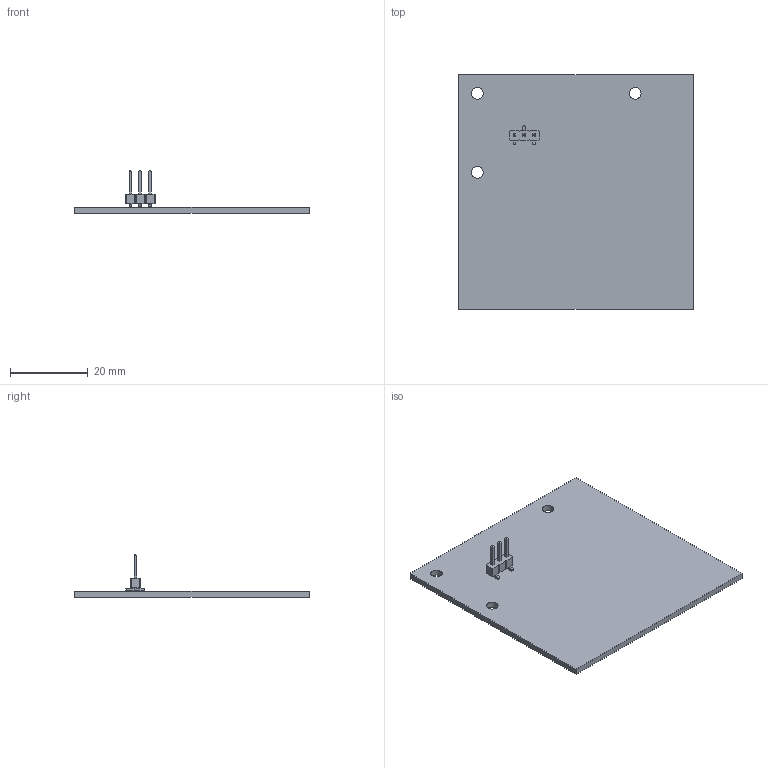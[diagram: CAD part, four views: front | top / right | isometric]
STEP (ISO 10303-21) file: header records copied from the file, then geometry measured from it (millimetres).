
FILE_DESCRIPTION(('KiCad electronic assembly'),'2;1');
FILE_NAME('PINHOLDER02.step','2023-04-14T00:41:53',('Pcbnew'),('Kicad'), 'Open CASCADE STEP processor 7.5','KiCad to STEP converter','Unknown' );
FILE_SCHEMA(('AUTOMOTIVE_DESIGN { 1 0 10303 214 1 1 1 1 }'));
Length unit declared in the file: millimetre
Products named in the file (4): PINHOLDER02 1; PinHeader_1x03_P2.54mm_Vertical_SMD_Pin1Left; SOLID; tmp0wlpbwr2 PCB
Assembly tree (3 placements, depth 3):
  PINHOLDER02 1
    PinHeader_1x03_P2.54mm_Vertical_SMD_Pin1Left
      SOLID
    tmp0wlpbwr2 PCB
Bounding box: 60.45 x 60.45 x 10.95 mm (x, y, z)
Volume: 5872 mm3; surface area: 7854.7 mm2
Topology: 2 solids, 2 shells, 94 faces, 228 edges, 144 vertices
Faces by surface type: plane 88, cylinder 6
Full cylindrical faces by diameter (mm): 3 x3
Entity records: 6327 total; most frequent: CARTESIAN_POINT 926, DIRECTION 892, LINE 660, VECTOR 660, ORIENTED_EDGE 456, PCURVE 456, DEFINITIONAL_REPRESENTATION 456, EDGE_CURVE 228
